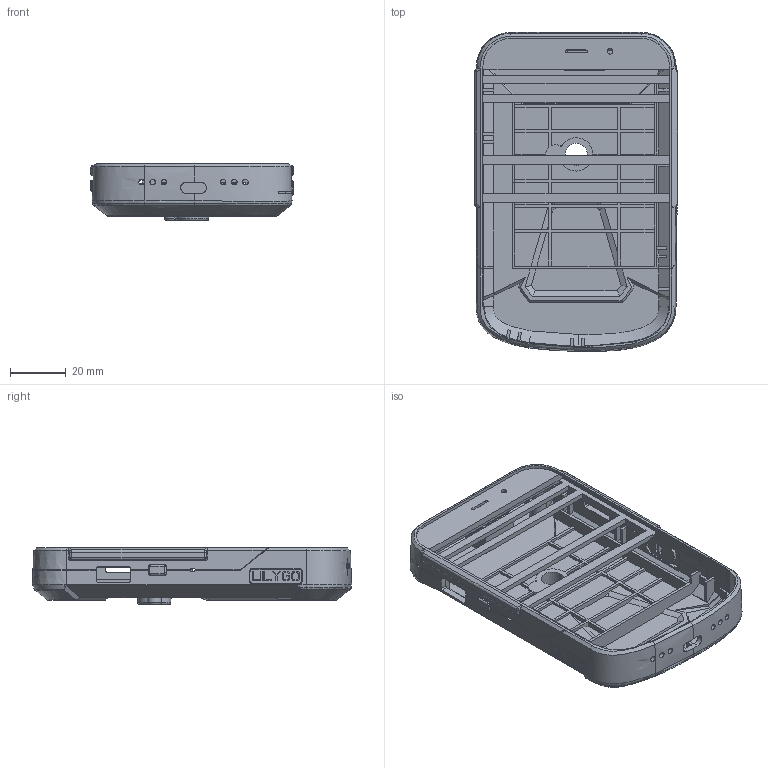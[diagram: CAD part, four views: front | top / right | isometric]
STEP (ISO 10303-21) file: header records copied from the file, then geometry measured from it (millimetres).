
FILE_DESCRIPTION((''),'2;1');
FILE_NAME('0-ALL_ASM_ASM','2024-10-28T10:33:19',('HR'),(''),'CREO PARAMETRIC BY PTC INC, 2019010','CREO PARAMETRIC BY PTC INC, 2019010','');
FILE_SCHEMA(('AUTOMOTIVE_DESIGN { 1 0 10303 214 1 1 1 1 }'));
Length unit declared in the file: millimetre
Products named in the file (17): 0-KEY1_8; 0-KEY2_8; 0-ALL_ASM_218_ASM; ASM0001_ASM_215_ASM_3_ASM_2; 0-ALL_ASM_218_ASM_11_ASM; 0-00_6_ASM_1_ASM_2; ASM0001_ASM_215_ASM_5_ASM_2_ASM; 0-ALL_ASM_251_ASM_1_ASM; 1_ASM_1_ASM; D_36_4; DEF_ASM_3_ASM_4_ASM; PRT0003_182_46_32; 0-T-DECK_ASM_20_ASM_1_ASM; 0-T-DECK_ASM_ASM_1_ASM; 0-ALL_ASM_ASM_639_ASM; T-DECK10_ASM; 0-ALL_ASM_ASM
Assembly tree (16 placements, depth 7):
  0-ALL_ASM_ASM
    0-ALL_ASM_218_ASM
      0-KEY1_8
      0-KEY2_8
    T-DECK10_ASM
      0-ALL_ASM_ASM_639_ASM
        0-ALL_ASM_218_ASM_11_ASM
          ASM0001_ASM_215_ASM_3_ASM_2
        1_ASM_1_ASM
          0-ALL_ASM_251_ASM_1_ASM
            ASM0001_ASM_215_ASM_5_ASM_2_ASM
              0-00_6_ASM_1_ASM_2
        0-T-DECK_ASM_ASM_1_ASM
          0-T-DECK_ASM_20_ASM_1_ASM
            DEF_ASM_3_ASM_4_ASM
              D_36_4
            PRT0003_182_46_32
Bounding box: 73.14 x 114.98 x 20.4 mm (x, y, z)
Volume: 28732 mm3; surface area: 39143.2 mm2
Topology: 4 solids, 4 shells, 1180 faces, 3343 edges, 2185 vertices
Faces by surface type: plane 838, cylinder 217, bspline 54, cone 32, torus 22, sphere 12, extrusion 5
Entity records: 52845 total; most frequent: CARTESIAN_POINT 12977, ORIENTED_EDGE 6662, DIRECTION 5764, EDGE_CURVE 3331, PRESENTATION_STYLE_ASSIGNMENT 3022, STYLED_ITEM 3022, CURVE_STYLE 3020, VECTOR 2520
